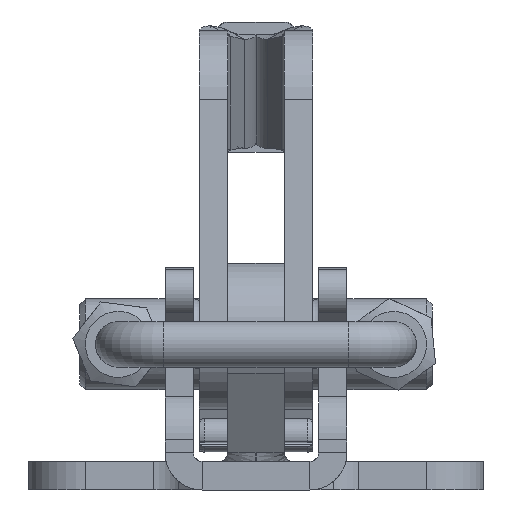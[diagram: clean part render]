
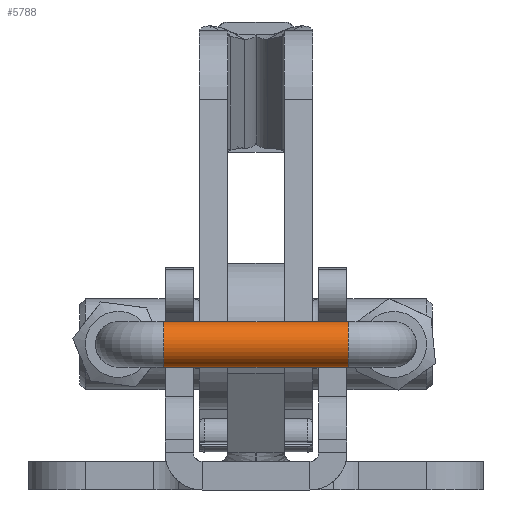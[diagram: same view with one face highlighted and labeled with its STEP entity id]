
A CAD part, left-side view. The second image highlights one B-rep face of the part: STEP entity #5788.
In plain terms, the highlighted cylindrical face has radius 2 mm (diameter 4 mm), a full revolution.
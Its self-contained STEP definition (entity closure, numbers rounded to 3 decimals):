
#598=CIRCLE('',#6516,2.);
#599=CIRCLE('',#6517,2.);
#600=CIRCLE('',#6519,2.);
#601=CIRCLE('',#6520,2.);
#717=CYLINDRICAL_SURFACE('',#6518,2.);
#1017=FACE_OUTER_BOUND('',#1369,.T.);
#1369=EDGE_LOOP('',(#5343,#5344,#5345,#5346,#5347,#5348));
#1807=LINE('',#12071,#2244);
#2244=VECTOR('',#8130,2.);
#2807=VERTEX_POINT('',#12064);
#2808=VERTEX_POINT('',#12066);
#2809=VERTEX_POINT('',#12070);
#2810=VERTEX_POINT('',#12072);
#3653=EDGE_CURVE('',#2808,#2807,#598,.T.);
#3654=EDGE_CURVE('',#2807,#2808,#599,.T.);
#3655=EDGE_CURVE('',#2808,#2809,#1807,.T.);
#3656=EDGE_CURVE('',#2810,#2809,#600,.T.);
#3657=EDGE_CURVE('',#2809,#2810,#601,.T.);
#5343=ORIENTED_EDGE('',*,*,#3653,.T.);
#5344=ORIENTED_EDGE('',*,*,#3654,.T.);
#5345=ORIENTED_EDGE('',*,*,#3655,.T.);
#5346=ORIENTED_EDGE('',*,*,#3656,.F.);
#5347=ORIENTED_EDGE('',*,*,#3657,.F.);
#5348=ORIENTED_EDGE('',*,*,#3655,.F.);
#5788=ADVANCED_FACE('',(#1017),#717,.T.);
#6516=AXIS2_PLACEMENT_3D('',#12067,#8124,#8125);
#6517=AXIS2_PLACEMENT_3D('',#12068,#8126,#8127);
#6518=AXIS2_PLACEMENT_3D('',#12069,#8128,#8129);
#6519=AXIS2_PLACEMENT_3D('',#12073,#8131,#8132);
#6520=AXIS2_PLACEMENT_3D('',#12074,#8133,#8134);
#8124=DIRECTION('center_axis',(-1.,0.,0.));
#8125=DIRECTION('ref_axis',(0.,-1.,0.));
#8126=DIRECTION('center_axis',(-1.,0.,0.));
#8127=DIRECTION('ref_axis',(0.,-1.,0.));
#8128=DIRECTION('center_axis',(1.,0.,0.));
#8129=DIRECTION('ref_axis',(0.,-1.,0.));
#8130=DIRECTION('',(-1.,0.,0.));
#8131=DIRECTION('center_axis',(-1.,0.,0.));
#8132=DIRECTION('ref_axis',(0.,-1.,0.));
#8133=DIRECTION('center_axis',(-1.,0.,0.));
#8134=DIRECTION('ref_axis',(0.,-1.,0.));
#12064=CARTESIAN_POINT('',(-2.747,40.51,0.));
#12066=CARTESIAN_POINT('',(-2.747,44.51,0.));
#12067=CARTESIAN_POINT('Origin',(-2.747,42.51,0.));
#12068=CARTESIAN_POINT('Origin',(-2.747,42.51,0.));
#12069=CARTESIAN_POINT('Origin',(-18.947,42.51,0.));
#12070=CARTESIAN_POINT('',(-18.947,44.51,0.));
#12071=CARTESIAN_POINT('',(-18.947,44.51,0.));
#12072=CARTESIAN_POINT('',(-18.947,40.51,0.));
#12073=CARTESIAN_POINT('Origin',(-18.947,42.51,0.));
#12074=CARTESIAN_POINT('Origin',(-18.947,42.51,0.));
